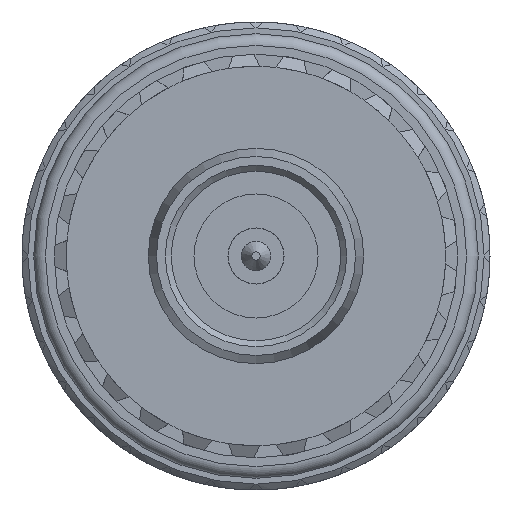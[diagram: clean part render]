
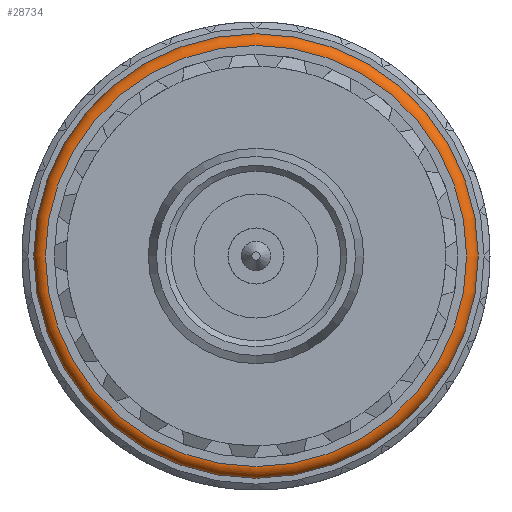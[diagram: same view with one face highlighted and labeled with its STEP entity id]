
A CAD part, left-side view. The second image highlights one B-rep face of the part: STEP entity #28734.
In plain terms, the highlighted toroidal (fillet/blend) face has major radius 3.6 mm and minor radius 0.2 mm.
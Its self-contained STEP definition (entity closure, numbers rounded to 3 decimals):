
#69=TOROIDAL_SURFACE('',#30431,3.6,0.2);
#10921=ORIENTED_EDGE('',*,*,#18821,.F.);
#10922=ORIENTED_EDGE('',*,*,#18818,.F.);
#18818=EDGE_CURVE('',#22092,#22092,#22676,.F.);
#18821=EDGE_CURVE('',#22095,#22095,#22679,.T.);
#22092=VERTEX_POINT('',#61247);
#22095=VERTEX_POINT('',#61255);
#22676=CIRCLE('',#30387,3.8);
#22679=CIRCLE('',#30392,3.6);
#23870=EDGE_LOOP('',(#10921));
#23871=EDGE_LOOP('',(#10922));
#26088=FACE_BOUND('',#23870,.T.);
#26089=FACE_BOUND('',#23871,.T.);
#28734=ADVANCED_FACE('',(#26088,#26089),#69,.T.);
#30387=AXIS2_PLACEMENT_3D('',#61246,#31948,#31949);
#30392=AXIS2_PLACEMENT_3D('',#61254,#31958,#31959);
#30431=AXIS2_PLACEMENT_3D('',#61297,#32036,#32037);
#31948=DIRECTION('',(1.,0.,0.));
#31949=DIRECTION('',(0.,0.,-1.));
#31958=DIRECTION('',(1.,0.,0.));
#31959=DIRECTION('',(0.,0.,-1.));
#32036=DIRECTION('',(1.,0.,0.));
#32037=DIRECTION('',(0.,0.,-1.));
#61246=CARTESIAN_POINT('',(3.92,0.,0.));
#61247=CARTESIAN_POINT('',(3.92,0.,-3.8));
#61254=CARTESIAN_POINT('',(4.12,0.,0.));
#61255=CARTESIAN_POINT('',(4.12,0.,-3.6));
#61297=CARTESIAN_POINT('',(3.92,0.,0.));
